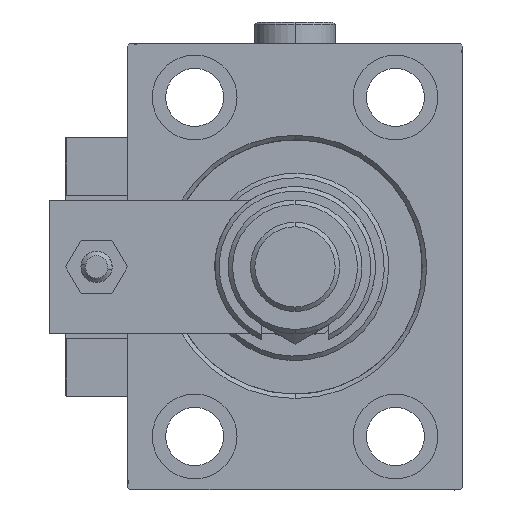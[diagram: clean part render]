
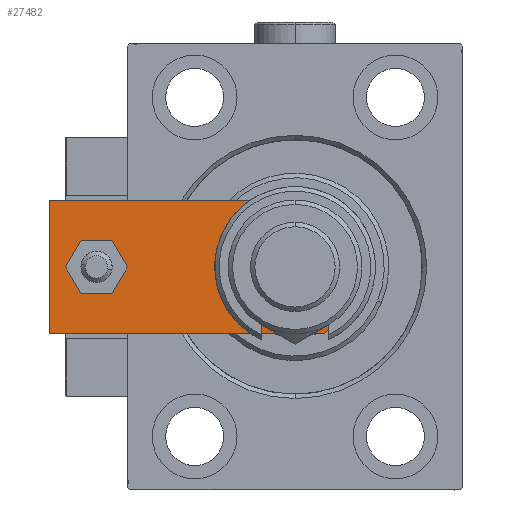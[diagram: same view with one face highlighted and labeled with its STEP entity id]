
A CAD part, left-side view. The second image highlights one B-rep face of the part: STEP entity #27482.
In plain terms, the highlighted face is planar.
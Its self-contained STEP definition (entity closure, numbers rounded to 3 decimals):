
#357 = LINE ( 'NONE', #35084, #46113 ) ;
#545 = VERTEX_POINT ( 'NONE', #7081 ) ;
#1368 = VERTEX_POINT ( 'NONE', #50940 ) ;
#1645 = DIRECTION ( 'NONE',  ( 0., 0., 1. ) ) ;
#3460 = DIRECTION ( 'NONE',  ( 0., 0., 1. ) ) ;
#3522 = EDGE_CURVE ( 'NONE', #15765, #43268, #31454, .T. ) ;
#4345 = VERTEX_POINT ( 'NONE', #16347 ) ;
#5322 = CARTESIAN_POINT ( 'NONE',  ( 4., 59.5, 8. ) ) ;
#6095 = EDGE_CURVE ( 'NONE', #4345, #16550, #357, .T. ) ;
#6371 = CARTESIAN_POINT ( 'NONE',  ( 0., 15., 8. ) ) ;
#7081 = CARTESIAN_POINT ( 'NONE',  ( -15., 70., 8. ) ) ;
#7317 = PLANE ( 'NONE',  #49408 ) ;
#7347 = VERTEX_POINT ( 'NONE', #33334 ) ;
#9393 = DIRECTION ( 'NONE',  ( 1., 0., 0. ) ) ;
#10174 = AXIS2_PLACEMENT_3D ( 'NONE', #22064, #51531, #9393 ) ;
#10491 = EDGE_LOOP ( 'NONE', ( #12071, #20143, #23557, #35868, #28500, #25699 ) ) ;
#10510 = DIRECTION ( 'NONE',  ( 0.707, -0.707, 0. ) ) ;
#10843 = DIRECTION ( 'NONE',  ( 1., 0., 0. ) ) ;
#12044 = EDGE_CURVE ( 'NONE', #51053, #25338, #36560, .T. ) ;
#12071 = ORIENTED_EDGE ( 'NONE', *, *, #15017, .T. ) ;
#12217 = VECTOR ( 'NONE', #50369, 1000. ) ;
#12781 = ORIENTED_EDGE ( 'NONE', *, *, #36710, .F. ) ;
#15017 = EDGE_CURVE ( 'NONE', #545, #15765, #15948, .T. ) ;
#15079 = EDGE_CURVE ( 'NONE', #16550, #545, #41302, .T. ) ;
#15161 = VECTOR ( 'NONE', #26100, 1000. ) ;
#15765 = VERTEX_POINT ( 'NONE', #24371 ) ;
#15948 = LINE ( 'NONE', #53681, #12217 ) ;
#16347 = CARTESIAN_POINT ( 'NONE',  ( 15., 8.5, 8. ) ) ;
#16550 = VERTEX_POINT ( 'NONE', #37948 ) ;
#18457 = DIRECTION ( 'NONE',  ( 1., 0., 0. ) ) ;
#19312 = LINE ( 'NONE', #36101, #42646 ) ;
#20020 = FACE_OUTER_BOUND ( 'NONE', #10491, .T. ) ;
#20143 = ORIENTED_EDGE ( 'NONE', *, *, #3522, .T. ) ;
#22064 = CARTESIAN_POINT ( 'NONE',  ( 0., 59.5, 8. ) ) ;
#23557 = ORIENTED_EDGE ( 'NONE', *, *, #28732, .T. ) ;
#24371 = CARTESIAN_POINT ( 'NONE',  ( -15., 8.5, 8. ) ) ;
#24391 = EDGE_CURVE ( 'NONE', #25338, #51053, #50125, .T. ) ;
#25338 = VERTEX_POINT ( 'NONE', #40056 ) ;
#25555 = LINE ( 'NONE', #38784, #15161 ) ;
#25699 = ORIENTED_EDGE ( 'NONE', *, *, #15079, .T. ) ;
#26100 = DIRECTION ( 'NONE',  ( 1., 0., 0. ) ) ;
#26125 = ORIENTED_EDGE ( 'NONE', *, *, #38074, .F. ) ;
#26361 = AXIS2_PLACEMENT_3D ( 'NONE', #36180, #30961, #10843 ) ;
#27482 = ADVANCED_FACE ( 'NONE', ( #41216, #20020, #48661 ), #7317, .T. ) ;
#28260 = CARTESIAN_POINT ( 'NONE',  ( 0., 0., 8. ) ) ;
#28500 = ORIENTED_EDGE ( 'NONE', *, *, #6095, .T. ) ;
#28701 = CARTESIAN_POINT ( 'NONE',  ( 6.5, 0., 8. ) ) ;
#28732 = EDGE_CURVE ( 'NONE', #43268, #40680, #25555, .T. ) ;
#30027 = EDGE_LOOP ( 'NONE', ( #26125, #12781 ) ) ;
#30637 = DIRECTION ( 'NONE',  ( 1., 0., 0. ) ) ;
#30961 = DIRECTION ( 'NONE',  ( 0., 0., 1. ) ) ;
#31096 = VECTOR ( 'NONE', #10510, 1000. ) ;
#31454 = LINE ( 'NONE', #48259, #31096 ) ;
#32250 = EDGE_LOOP ( 'NONE', ( #42773, #52541 ) ) ;
#33334 = CARTESIAN_POINT ( 'NONE',  ( 10., 15., 8. ) ) ;
#35048 = DIRECTION ( 'NONE',  ( 0., 0., 1. ) ) ;
#35084 = CARTESIAN_POINT ( 'NONE',  ( 15., 0., 8. ) ) ;
#35868 = ORIENTED_EDGE ( 'NONE', *, *, #50440, .T. ) ;
#36101 = CARTESIAN_POINT ( 'NONE',  ( 3.25, -3.25, 8. ) ) ;
#36180 = CARTESIAN_POINT ( 'NONE',  ( 0., 59.5, 8. ) ) ;
#36431 = CIRCLE ( 'NONE', #54046, 10. ) ;
#36560 = CIRCLE ( 'NONE', #10174, 4. ) ;
#36710 = EDGE_CURVE ( 'NONE', #7347, #1368, #36431, .T. ) ;
#37074 = DIRECTION ( 'NONE',  ( 1., 0., 0. ) ) ;
#37948 = CARTESIAN_POINT ( 'NONE',  ( 15., 70., 8. ) ) ;
#38074 = EDGE_CURVE ( 'NONE', #1368, #7347, #53187, .T. ) ;
#38784 = CARTESIAN_POINT ( 'NONE',  ( -15., 0., 8. ) ) ;
#39401 = CARTESIAN_POINT ( 'NONE',  ( 0., 15., 8. ) ) ;
#40056 = CARTESIAN_POINT ( 'NONE',  ( -4., 59.5, 8. ) ) ;
#40680 = VERTEX_POINT ( 'NONE', #28701 ) ;
#41216 = FACE_BOUND ( 'NONE', #32250, .T. ) ;
#41302 = LINE ( 'NONE', #45698, #48182 ) ;
#42378 = DIRECTION ( 'NONE',  ( -1., 0., 0. ) ) ;
#42646 = VECTOR ( 'NONE', #52894, 1000. ) ;
#42773 = ORIENTED_EDGE ( 'NONE', *, *, #24391, .F. ) ;
#43268 = VERTEX_POINT ( 'NONE', #51733 ) ;
#45698 = CARTESIAN_POINT ( 'NONE',  ( 15., 70., 8. ) ) ;
#46113 = VECTOR ( 'NONE', #47205, 1000. ) ;
#47205 = DIRECTION ( 'NONE',  ( 0., 1., 0. ) ) ;
#48182 = VECTOR ( 'NONE', #42378, 1000. ) ;
#48259 = CARTESIAN_POINT ( 'NONE',  ( -3.25, -3.25, 8. ) ) ;
#48661 = FACE_BOUND ( 'NONE', #30027, .T. ) ;
#49408 = AXIS2_PLACEMENT_3D ( 'NONE', #28260, #3460, #37074 ) ;
#49685 = AXIS2_PLACEMENT_3D ( 'NONE', #6371, #35048, #30637 ) ;
#50125 = CIRCLE ( 'NONE', #26361, 4. ) ;
#50369 = DIRECTION ( 'NONE',  ( 0., -1., 0. ) ) ;
#50440 = EDGE_CURVE ( 'NONE', #40680, #4345, #19312, .T. ) ;
#50940 = CARTESIAN_POINT ( 'NONE',  ( -10., 15., 8. ) ) ;
#51053 = VERTEX_POINT ( 'NONE', #5322 ) ;
#51531 = DIRECTION ( 'NONE',  ( 0., 0., 1. ) ) ;
#51733 = CARTESIAN_POINT ( 'NONE',  ( -6.5, 0., 8. ) ) ;
#52541 = ORIENTED_EDGE ( 'NONE', *, *, #12044, .F. ) ;
#52894 = DIRECTION ( 'NONE',  ( 0.707, 0.707, 0. ) ) ;
#53187 = CIRCLE ( 'NONE', #49685, 10. ) ;
#53681 = CARTESIAN_POINT ( 'NONE',  ( -15., 70., 8. ) ) ;
#54046 = AXIS2_PLACEMENT_3D ( 'NONE', #39401, #1645, #18457 ) ;
